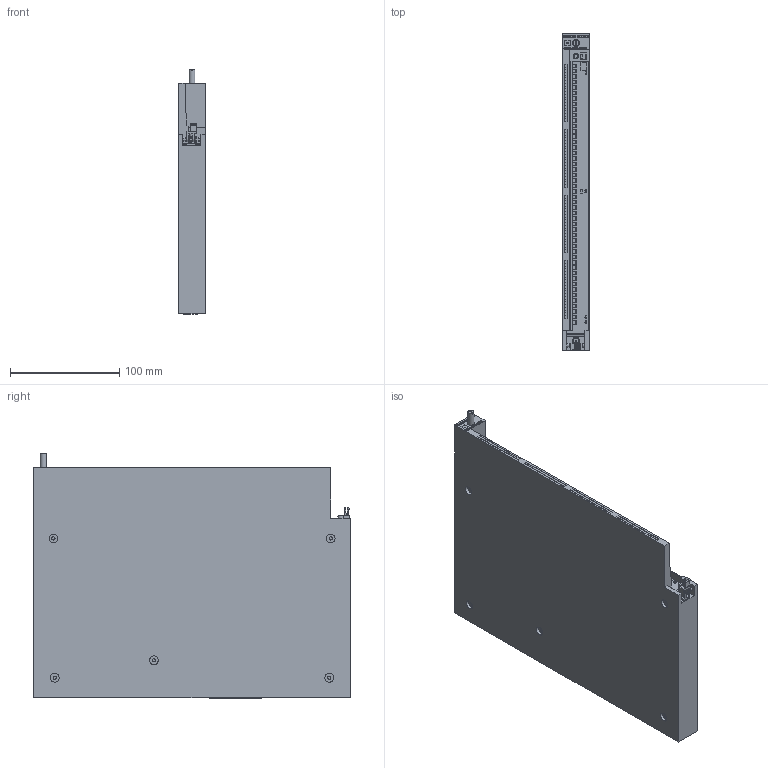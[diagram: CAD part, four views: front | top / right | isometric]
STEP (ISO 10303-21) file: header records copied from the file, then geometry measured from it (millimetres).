
FILE_DESCRIPTION(/* description */ (''),/* implementation_level */ '2;1');
FILE_NAME(/* name */ '6es74501ap010ae0_001_3d.stp',/* time_stamp */ '2013-08-30T15:22:57+02:00',/* author */ ('Z. Bartfai'),/* organization */ ('SIEMENS AG'),/* preprocessor_version */ 'ST-DEVELOPER v11',/* originating_system */ 'SIEMENS PLM Software NX 7.5',/* authorisation */ '');
FILE_SCHEMA (('AUTOMOTIVE_DESIGN { 1 0 10303 214 1 1 1 1 }'));
Length unit declared in the file: millimetre
Products named in the file (3): A5E32625776A_001; A5E30426331A_001; A5E32625779A_001
Assembly tree (2 placements, depth 2):
  A5E32625779A_001
    A5E30426331A_001
    A5E32625776A_001
Bounding box: 24.7 x 290 x 224.36 mm (x, y, z)
Volume: 1182254.9 mm3; surface area: 184179.6 mm2
Topology: 148 solids, 148 shells, 1998 faces, 4802 edges, 3143 vertices
Faces by surface type: plane 1889, extrusion 48, cylinder 45, cone 16
Full cylindrical faces by diameter (mm): 1.3 x1, 2 x2, 2.8 x2, 2.956 x5, 3.4 x1, 4 x2, 5 x4, 5.1 x2, 5.4 x1, 6.5 x3, 8 x7
Entity records: 60158 total; most frequent: CARTESIAN_POINT 12290, ORIENTED_EDGE 9426, DIRECTION 8560, EDGE_CURVE 4713, VECTOR 4412, LINE 4364, VERTEX_POINT 3110, EDGE_LOOP 2309
